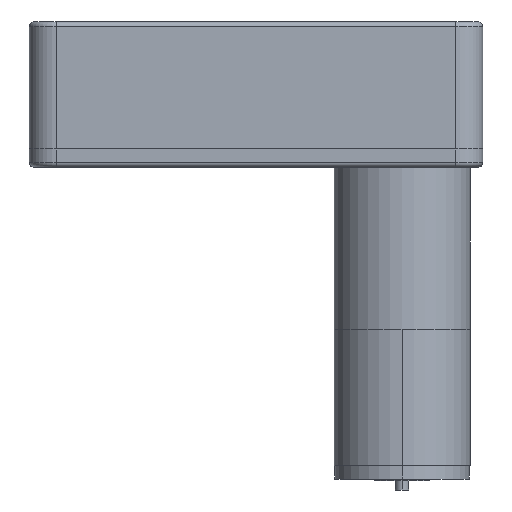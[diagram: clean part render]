
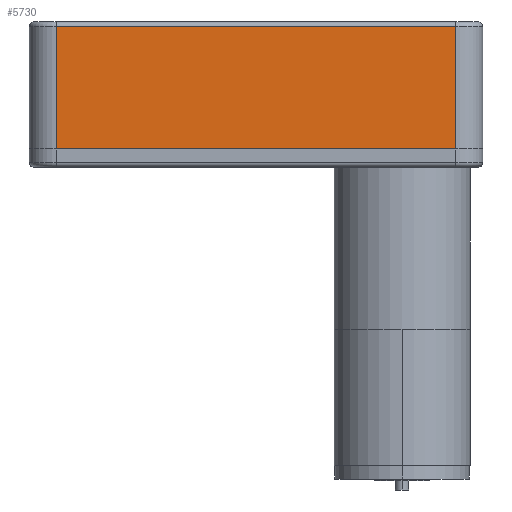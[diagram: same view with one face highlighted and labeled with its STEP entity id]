
A CAD part, front view. The second image highlights one B-rep face of the part: STEP entity #5730.
In plain terms, the highlighted planar face has unit normal (0, -1, 0).
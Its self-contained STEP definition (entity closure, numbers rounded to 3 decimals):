
#30 = CARTESIAN_POINT ( 'NONE',  ( -34.919, -22.837, 13.5 ) ) ;
#334 = FACE_OUTER_BOUND ( 'NONE', #5986, .T. ) ;
#426 = DIRECTION ( 'NONE',  ( 0., 1., 0. ) ) ;
#646 = ORIENTED_EDGE ( 'NONE', *, *, #4414, .T. ) ;
#1385 = CARTESIAN_POINT ( 'NONE',  ( 9.081, -22.837, 14. ) ) ;
#1626 = AXIS2_PLACEMENT_3D ( 'NONE', #5014, #426, #5794 ) ;
#1871 = VECTOR ( 'NONE', #4613, 1000. ) ;
#2132 = ORIENTED_EDGE ( 'NONE', *, *, #8408, .T. ) ;
#2459 = LINE ( 'NONE', #5003, #8255 ) ;
#3093 = VERTEX_POINT ( 'NONE', #3095 ) ;
#3095 = CARTESIAN_POINT ( 'NONE',  ( 9.081, -22.837, 13.5 ) ) ;
#3741 = DIRECTION ( 'NONE',  ( 1., 0., 0. ) ) ;
#3785 = CARTESIAN_POINT ( 'NONE',  ( -34.919, -22.837, 0. ) ) ;
#3874 = VECTOR ( 'NONE', #7510, 1000. ) ;
#3987 = EDGE_CURVE ( 'NONE', #8748, #4382, #2459, .T. ) ;
#4123 = CARTESIAN_POINT ( 'NONE',  ( -34.919, -22.837, 13.5 ) ) ;
#4382 = VERTEX_POINT ( 'NONE', #3785 ) ;
#4414 = EDGE_CURVE ( 'NONE', #3093, #8748, #5696, .T. ) ;
#4613 = DIRECTION ( 'NONE',  ( -1., 0., 0. ) ) ;
#5003 = CARTESIAN_POINT ( 'NONE',  ( -34.919, -22.837, 14. ) ) ;
#5014 = CARTESIAN_POINT ( 'NONE',  ( -37.919, -22.837, 14. ) ) ;
#5696 = LINE ( 'NONE', #30, #1871 ) ;
#5730 = ADVANCED_FACE ( 'NONE', ( #334 ), #5758, .F. ) ;
#5758 = PLANE ( 'NONE',  #1626 ) ;
#5780 = DIRECTION ( 'NONE',  ( 0., 0., -1. ) ) ;
#5794 = DIRECTION ( 'NONE',  ( 0., 0., 1. ) ) ;
#5934 = LINE ( 'NONE', #1385, #3874 ) ;
#5986 = EDGE_LOOP ( 'NONE', ( #6434, #646, #8144, #2132 ) ) ;
#6434 = ORIENTED_EDGE ( 'NONE', *, *, #8363, .T. ) ;
#6775 = CARTESIAN_POINT ( 'NONE',  ( -37.919, -22.837, 0. ) ) ;
#7510 = DIRECTION ( 'NONE',  ( 0., 0., 1. ) ) ;
#7689 = LINE ( 'NONE', #6775, #9454 ) ;
#8144 = ORIENTED_EDGE ( 'NONE', *, *, #3987, .T. ) ;
#8255 = VECTOR ( 'NONE', #5780, 1000. ) ;
#8306 = CARTESIAN_POINT ( 'NONE',  ( 9.081, -22.837, 0. ) ) ;
#8363 = EDGE_CURVE ( 'NONE', #8427, #3093, #5934, .T. ) ;
#8408 = EDGE_CURVE ( 'NONE', #4382, #8427, #7689, .T. ) ;
#8427 = VERTEX_POINT ( 'NONE', #8306 ) ;
#8748 = VERTEX_POINT ( 'NONE', #4123 ) ;
#9454 = VECTOR ( 'NONE', #3741, 1000. ) ;
